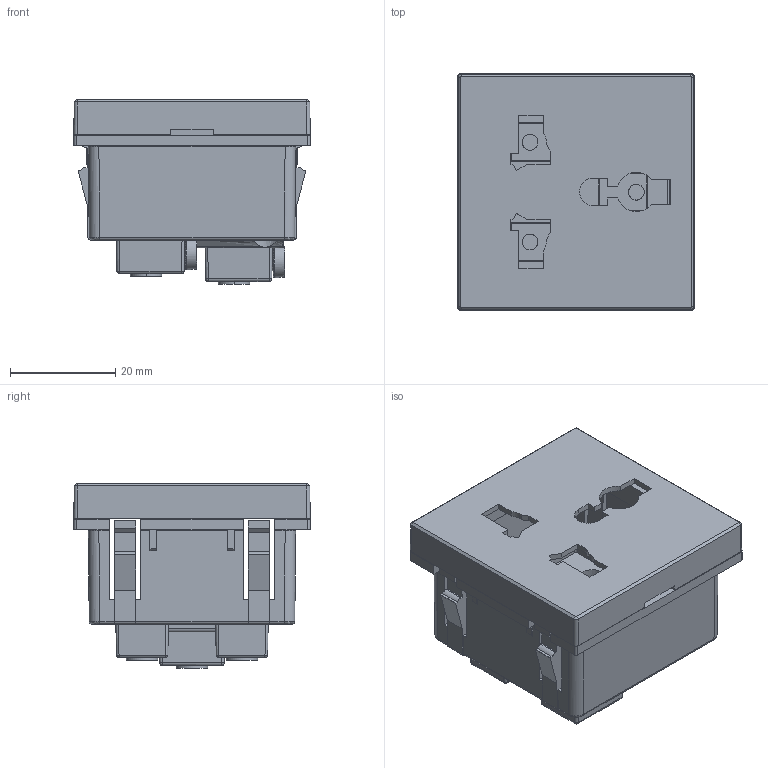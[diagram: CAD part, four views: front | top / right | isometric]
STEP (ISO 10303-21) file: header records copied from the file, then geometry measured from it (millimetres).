
FILE_DESCRIPTION(/* description */ (''),/* implementation_level */ '2;1');
FILE_NAME(/* name */ '6120738',/* time_stamp */ '2016-01-11T15:05:57+01:00',/* author */ (''),/* organization */ (''),/* preprocessor_version */ 'ST-DEVELOPER v15',/* originating_system */ '',/* authorisation */ '');
FILE_SCHEMA (('CONFIG_CONTROL_DESIGN'));
Length unit declared in the file: millimetre
Products named in the file (2): Document; Block 02
Assembly tree (1 placements, depth 2):
  Document
    Block 02
Bounding box: 45 x 45 x 35.1 mm (x, y, z)
Surface area: 20115.3 mm2 (no closed solid volume)
Topology: 0 solids, 5 shells, 575 faces, 1602 edges, 998 vertices
Faces by surface type: plane 320, bspline 255
Entity records: 21257 total; most frequent: CARTESIAN_POINT 11418, ORIENTED_EDGE 3100, EDGE_CURVE 1602, B_SPLINE_CURVE_WITH_KNOTS 1184, VERTEX_POINT 998, EDGE_LOOP 610, ADVANCED_FACE 575, FACE_OUTER_BOUND 575
